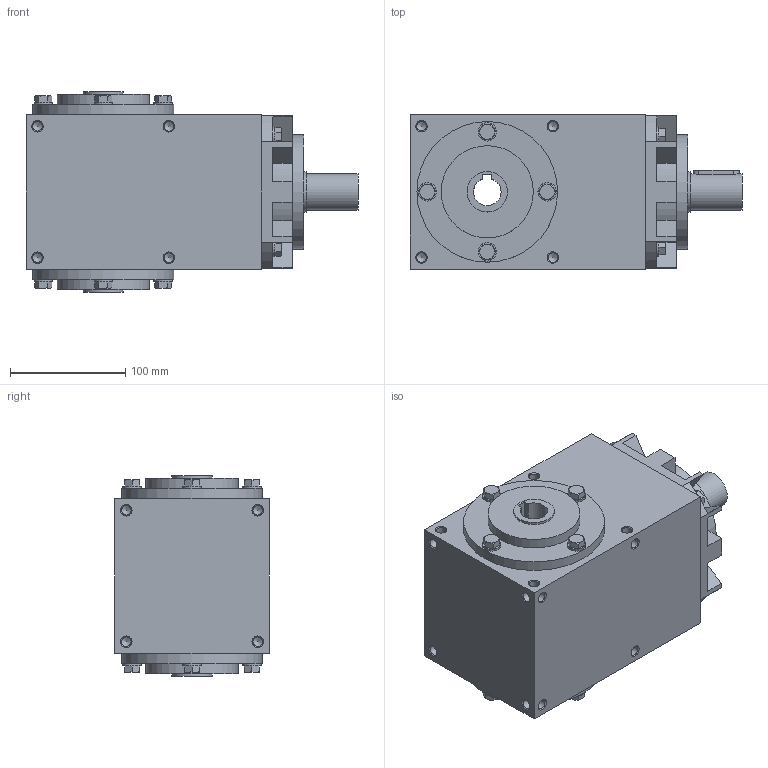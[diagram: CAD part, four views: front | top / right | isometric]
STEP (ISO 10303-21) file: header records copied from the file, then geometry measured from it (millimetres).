
FILE_DESCRIPTION(/* description */ ('STEP AP203'),/* implementation_level */ '2;1');
FILE_NAME(/* name */ 'RHC32_R.1_2',/* time_stamp */ '2023-01-10T10:28:38+01:00',/* author */ ('License CC BY-ND 4.0'),/* organization */ ('CADENAS'),/* preprocessor_version */ 'ST-DEVELOPER v18.102',/* originating_system */ 'PARTsolutions',/* authorisation */ ' ');
FILE_SCHEMA (('CONFIG_CONTROL_DESIGN'));
Length unit declared in the file: millimetre
Products named in the file (4): RHC32_R.1/2; RC_RR32-screw; RHX32-screw; RHC32-case
Assembly tree (13 placements, depth 2):
  RHC32_R.1/2
    RC_RR32-screw  x8
    RHX32-screw  x4
    RHC32-case
Bounding box: 288 x 134 x 174 mm (x, y, z)
Volume: 4309665 mm3; surface area: 222333.6 mm2
Topology: 13 solids, 13 shells, 417 faces, 1018 edges, 634 vertices
Faces by surface type: plane 204, cone 122, cylinder 91
Full cylindrical faces by diameter (mm): 6.647 x5, 8.376 x40, 10 x4, 16 x12, 32 x1, 35 x3, 80 x2, 99 x1, 122 x2
Entity records: 8819 total; most frequent: CARTESIAN_POINT 1274, DIRECTION 1262, ORIENTED_EDGE 1034, EDGE_CURVE 517, AXIS2_PLACEMENT_3D 500, FACE_BOUND 415, VERTEX_POINT 398, EDGE_LOOP 390
